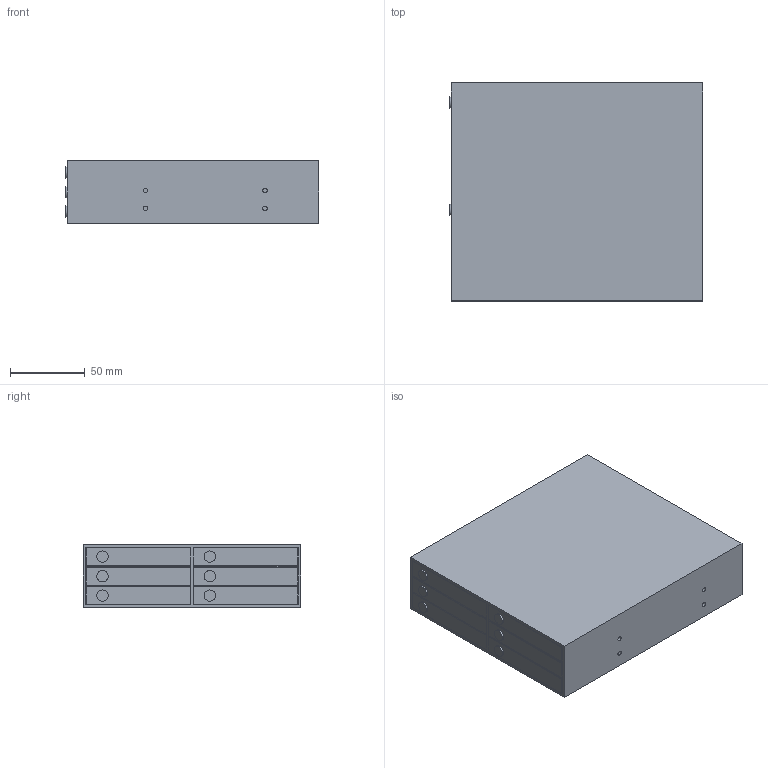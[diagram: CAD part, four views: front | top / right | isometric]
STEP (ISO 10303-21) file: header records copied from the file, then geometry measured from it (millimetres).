
FILE_DESCRIPTION(/* description */ (''),/* implementation_level */ '2;1');
FILE_NAME(/* name */ 'Chieftec CMR-625.stp',/* time_stamp */ '2025-10-10T17:55:04+02:00',/* author */ ('Puter'),/* organization */ (''),/* preprocessor_version */ 'ST-DEVELOPER v20.1',/* originating_system */ 'Autodesk Inventor 2026',/* authorisation */ '');
FILE_SCHEMA (('AUTOMOTIVE_DESIGN { 1 0 10303 214 3 1 1 }'));
Length unit declared in the file: millimetre
Products named in the file (3): Chieftec CMR-625; Chieftec CMR-625 Case; Chieftec CMR-625 Caddy
Assembly tree (7 placements, depth 2):
  Chieftec CMR-625
    Chieftec CMR-625 Case
    Chieftec CMR-625 Caddy  x6
Bounding box: 169.7 x 146 x 42 mm (x, y, z)
Volume: 1029198.1 mm3; surface area: 329018.9 mm2
Topology: 7 solids, 7 shells, 94 faces, 198 edges, 159 vertices
Faces by surface type: plane 80, cylinder 14
Full cylindrical faces by diameter (mm): 3 x8, 7.5 x6
Entity records: 1720 total; most frequent: CARTESIAN_POINT 276, DIRECTION 269, ORIENTED_EDGE 246, EDGE_CURVE 123, LINE 105, VECTOR 105, VERTEX_POINT 82, AXIS2_PLACEMENT_3D 82
